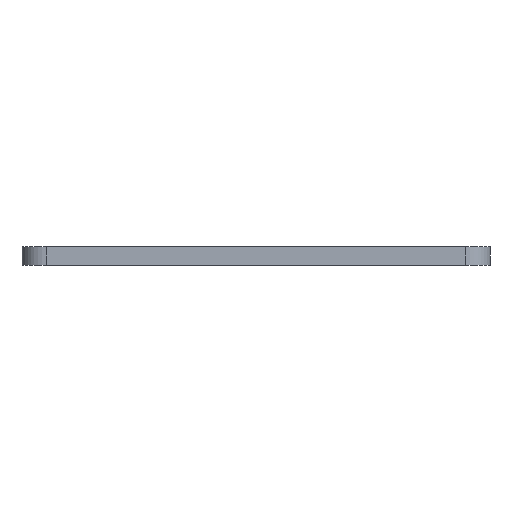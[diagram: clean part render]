
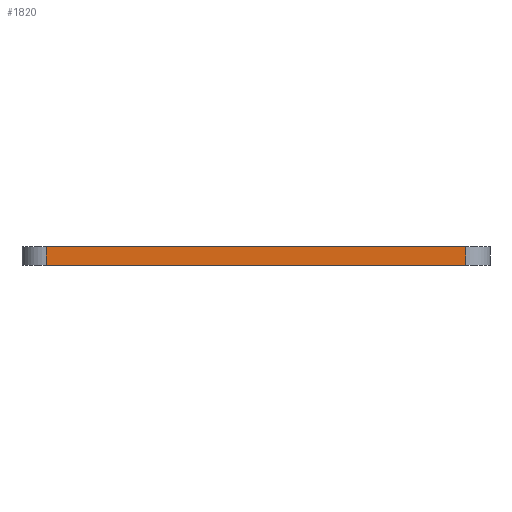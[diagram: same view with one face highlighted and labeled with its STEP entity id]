
A CAD part, left-side view. The second image highlights one B-rep face of the part: STEP entity #1820.
In plain terms, the highlighted planar face has unit normal (-1, 0, 0).
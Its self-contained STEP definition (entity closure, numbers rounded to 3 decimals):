
#47=PLANE('',#1927);
#116=FACE_OUTER_BOUND('',#207,.T.);
#207=EDGE_LOOP('',(#1266,#1267,#1268,#1269));
#330=LINE('',#2567,#551);
#331=LINE('',#2570,#552);
#332=LINE('',#2572,#553);
#333=LINE('',#2573,#554);
#551=VECTOR('',#2070,10.);
#552=VECTOR('',#2073,10.);
#553=VECTOR('',#2074,10.);
#554=VECTOR('',#2075,10.);
#817=VERTEX_POINT('',#2560);
#820=VERTEX_POINT('',#2565);
#821=VERTEX_POINT('',#2569);
#822=VERTEX_POINT('',#2571);
#998=EDGE_CURVE('',#820,#817,#330,.T.);
#999=EDGE_CURVE('',#820,#821,#331,.T.);
#1000=EDGE_CURVE('',#822,#821,#332,.T.);
#1001=EDGE_CURVE('',#817,#822,#333,.T.);
#1266=ORIENTED_EDGE('',*,*,#998,.F.);
#1267=ORIENTED_EDGE('',*,*,#999,.T.);
#1268=ORIENTED_EDGE('',*,*,#1000,.F.);
#1269=ORIENTED_EDGE('',*,*,#1001,.F.);
#1820=ADVANCED_FACE('',(#116),#47,.T.);
#1927=AXIS2_PLACEMENT_3D('',#2568,#2071,#2072);
#2070=DIRECTION('',(0.,0.,1.));
#2071=DIRECTION('center_axis',(-1.,0.,0.));
#2072=DIRECTION('ref_axis',(0.,-1.,0.));
#2073=DIRECTION('',(0.,-1.,0.));
#2074=DIRECTION('',(0.,0.,-1.));
#2075=DIRECTION('',(0.,-1.,0.));
#2560=CARTESIAN_POINT('',(-10.,63.5,16.));
#2565=CARTESIAN_POINT('',(-10.,63.5,13.));
#2567=CARTESIAN_POINT('',(-10.,63.5,13.));
#2568=CARTESIAN_POINT('Origin',(-10.,67.5,13.));
#2569=CARTESIAN_POINT('',(-10.,-6.,13.));
#2570=CARTESIAN_POINT('',(-10.,67.5,13.));
#2571=CARTESIAN_POINT('',(-10.,-6.,16.));
#2572=CARTESIAN_POINT('',(-10.,-6.,13.));
#2573=CARTESIAN_POINT('',(-10.,67.5,16.));
